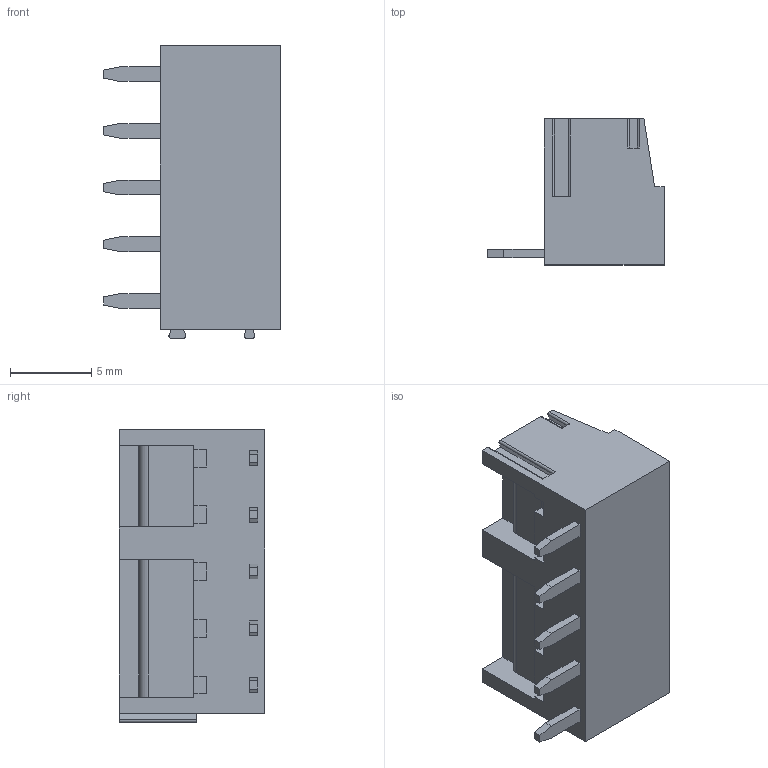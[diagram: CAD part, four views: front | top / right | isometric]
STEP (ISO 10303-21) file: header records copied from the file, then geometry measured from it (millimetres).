
FILE_DESCRIPTION((''),'2;1');
FILE_NAME('PRT0001','2025-01-08T',('sj'),(''),'PRO/ENGINEER BY PARAMETRIC TECHNOLOGY CORPORATION, 2013240','PRO/ENGINEER BY PARAMETRIC TECHNOLOGY CORPORATION, 2013240','');
FILE_SCHEMA(('AUTOMOTIVE_DESIGN_CC2 { 1 2 10303 214 -1 1 5 2 }'));
Length unit declared in the file: millimetre
Products named in the file (1): PRT0001
Bounding box: 10.9 x 9 x 18.05 mm (x, y, z)
Volume: 931.4 mm3; surface area: 961.6 mm2
Topology: 1 solids, 1 shells, 244 faces, 606 edges, 384 vertices
Faces by surface type: plane 164, cylinder 50, cone 30
Entity records: 7170 total; most frequent: DIRECTION 1234, CARTESIAN_POINT 1234, ORIENTED_EDGE 1212, EDGE_CURVE 606, VECTOR 466, LINE 466, AXIS2_PLACEMENT_3D 384, VERTEX_POINT 384
